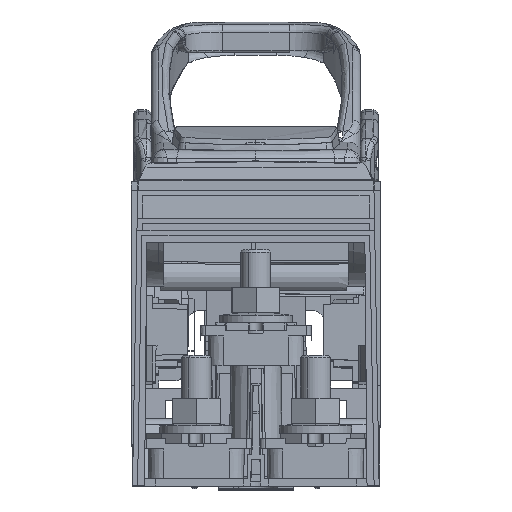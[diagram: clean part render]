
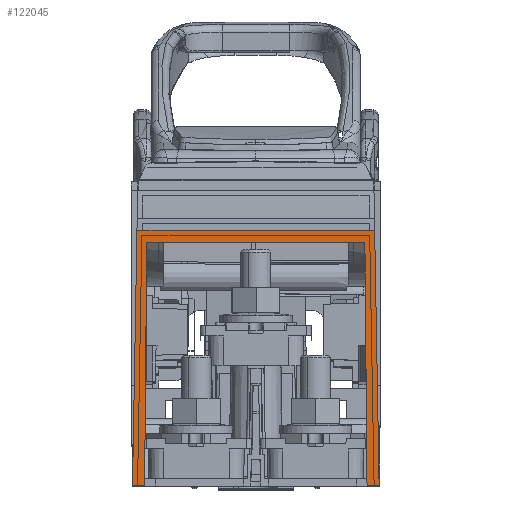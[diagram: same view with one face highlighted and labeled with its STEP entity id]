
A CAD part, top view. The second image highlights one B-rep face of the part: STEP entity #122045.
In plain terms, the highlighted planar face has unit normal (0, 0.018, 1).
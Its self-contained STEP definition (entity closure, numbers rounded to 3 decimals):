
#120928=DIRECTION('',(-0.017,-1.,0.017));
#120929=VECTOR('',#120928,101.531);
#120930=CARTESIAN_POINT('',(-97.5,603.544,
388.889));
#120931=LINE('',#120930,#120929);
#121045=DIRECTION('',(1.,0.,0.));
#121046=VECTOR('',#121045,4.811);
#121047=CARTESIAN_POINT('',(-6.039,502.044,
390.661));
#121048=LINE('',#121047,#121046);
#121175=DIRECTION('',(1.,0.,0.));
#121176=VECTOR('',#121175,4.811);
#121177=CARTESIAN_POINT('',(-99.272,502.044,
390.661));
#121178=LINE('',#121177,#121176);
#121203=DIRECTION('',(1.,0.,0.));
#121204=VECTOR('',#121203,94.5);
#121205=CARTESIAN_POINT('',(-97.5,603.544,
388.889));
#121206=LINE('',#121205,#121204);
#121207=DIRECTION('',(0.017,-1.,0.017));
#121208=VECTOR('',#121207,101.531);
#121209=CARTESIAN_POINT('',(-3.,603.544,
388.889));
#121210=LINE('',#121209,#121208);
#121211=DIRECTION('',(-0.009,1.,-0.017));
#121212=VECTOR('',#121211,96.518);
#121213=CARTESIAN_POINT('',(-6.039,502.044,
390.661));
#121214=LINE('',#121213,#121212);
#121215=DIRECTION('',(-1.,0.,0.));
#121216=VECTOR('',#121215,86.738);
#121217=CARTESIAN_POINT('',(-6.881,598.544,
388.976));
#121218=LINE('',#121217,#121216);
#121219=DIRECTION('',(-0.009,-1.,0.017));
#121220=VECTOR('',#121219,96.518);
#121221=CARTESIAN_POINT('',(-93.619,598.544,
388.976));
#121222=LINE('',#121221,#121220);
#121563=CARTESIAN_POINT('',(-6.039,502.044,
390.661));
#121564=VERTEX_POINT('',#121563);
#121613=CARTESIAN_POINT('',(-94.461,502.044,
390.661));
#121615=VERTEX_POINT('',#121613);
#121621=CARTESIAN_POINT('',(-6.881,598.544,
388.976));
#121622=VERTEX_POINT('',#121621);
#121623=CARTESIAN_POINT('',(-93.619,598.544,
388.976));
#121624=VERTEX_POINT('',#121623);
#121655=CARTESIAN_POINT('',(-3.,603.544,
388.889));
#121656=VERTEX_POINT('',#121655);
#121657=CARTESIAN_POINT('',(-97.5,603.544,
388.889));
#121658=VERTEX_POINT('',#121657);
#121679=CARTESIAN_POINT('',(-99.272,502.044,
390.661));
#121680=VERTEX_POINT('',#121679);
#121683=CARTESIAN_POINT('',(-1.228,502.044,
390.661));
#121684=VERTEX_POINT('',#121683);
#122027=CARTESIAN_POINT('',(-94.5,504.559,
390.617));
#122028=DIRECTION('',(0.,0.017,1.));
#122029=DIRECTION('',(0.,1.,-0.017));
#122030=AXIS2_PLACEMENT_3D('',#122027,#122028,#122029);
#122031=PLANE('',#122030);
#122032=ORIENTED_EDGE('',*,*,#121761,.T.);
#122033=ORIENTED_EDGE('',*,*,#121872,.T.);
#122034=ORIENTED_EDGE('',*,*,#121907,.F.);
#122036=ORIENTED_EDGE('',*,*,#122035,.T.);
#122038=ORIENTED_EDGE('',*,*,#122037,.T.);
#122040=ORIENTED_EDGE('',*,*,#122039,.T.);
#122041=ORIENTED_EDGE('',*,*,#122011,.F.);
#122042=ORIENTED_EDGE('',*,*,#121827,.F.);
#122043=EDGE_LOOP('',(#122032,#122033,#122034,#122036,#122038,#122040,#122041,
#122042));
#122044=FACE_OUTER_BOUND('',#122043,.F.);
#122045=ADVANCED_FACE('',(#122044),#122031,.T.);
#121761=EDGE_CURVE('',#121658,#121656,#121206,.T.);
#121827=EDGE_CURVE('',#121658,#121680,#120931,.T.);
#121872=EDGE_CURVE('',#121656,#121684,#121210,.T.);
#121907=EDGE_CURVE('',#121564,#121684,#121048,.T.);
#122011=EDGE_CURVE('',#121680,#121615,#121178,.T.);
#122035=EDGE_CURVE('',#121564,#121622,#121214,.T.);
#122037=EDGE_CURVE('',#121622,#121624,#121218,.T.);
#122039=EDGE_CURVE('',#121624,#121615,#121222,.T.);
